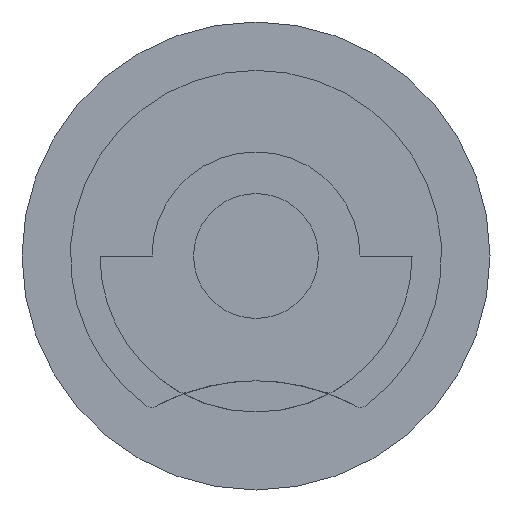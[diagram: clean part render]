
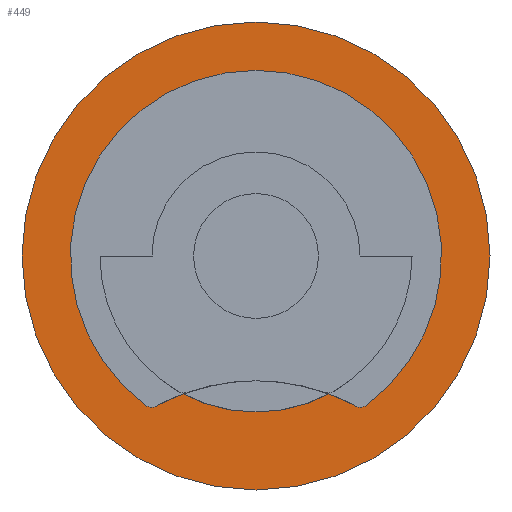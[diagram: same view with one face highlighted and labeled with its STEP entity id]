
A CAD part, left-side view. The second image highlights one B-rep face of the part: STEP entity #449.
In plain terms, the highlighted planar face has unit normal (-1, 0, 0).
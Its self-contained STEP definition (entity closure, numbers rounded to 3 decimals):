
#288 = AXIS2_PLACEMENT_3D ( 'NONE', #735, #734, #728 ) ;
#369 = CARTESIAN_POINT ( 'NONE',  ( -12.1, 0., 0. ) ) ;
#385 = FACE_OUTER_BOUND ( 'NONE', #2911, .T. ) ;
#390 = FACE_BOUND ( 'NONE', #2612, .T. ) ;
#447 = DIRECTION ( 'NONE',  ( 0., 0., -1. ) ) ;
#449 = ADVANCED_FACE ( 'NONE', ( #390, #385 ), #1314, .T. ) ;
#482 = DIRECTION ( 'NONE',  ( 1., 0., 0. ) ) ;
#631 = VERTEX_POINT ( 'NONE', #3097 ) ;
#728 = DIRECTION ( 'NONE',  ( 0., 0., 1. ) ) ;
#734 = DIRECTION ( 'NONE',  ( -1., 0., 0. ) ) ;
#735 = CARTESIAN_POINT ( 'NONE',  ( -12.1, 2.25, 0. ) ) ;
#863 = AXIS2_PLACEMENT_3D ( 'NONE', #3144, #3137, #3130 ) ;
#889 = ORIENTED_EDGE ( 'NONE', *, *, #1525, .T. ) ;
#930 = VERTEX_POINT ( 'NONE', #2967 ) ;
#963 = CIRCLE ( 'NONE', #863, 2.25 ) ;
#968 = VERTEX_POINT ( 'NONE', #2609 ) ;
#1117 = ORIENTED_EDGE ( 'NONE', *, *, #2657, .F. ) ;
#1160 = VERTEX_POINT ( 'NONE', #2290 ) ;
#1179 = CIRCLE ( 'NONE', #1540, 2.25 ) ;
#1314 = PLANE ( 'NONE',  #288 ) ;
#1525 = EDGE_CURVE ( 'NONE', #1160, #631, #2303, .T. ) ;
#1540 = AXIS2_PLACEMENT_3D ( 'NONE', #2015, #2413, #2525 ) ;
#1587 = AXIS2_PLACEMENT_3D ( 'NONE', #369, #482, #447 ) ;
#1795 = DIRECTION ( 'NONE',  ( 0., 0., -1. ) ) ;
#1798 = DIRECTION ( 'NONE',  ( 1., 0., 0. ) ) ;
#1808 = CARTESIAN_POINT ( 'NONE',  ( -12.1, 0., 0. ) ) ;
#2015 = CARTESIAN_POINT ( 'NONE',  ( -12.1, 0., 0. ) ) ;
#2185 = AXIS2_PLACEMENT_3D ( 'NONE', #1808, #1798, #1795 ) ;
#2256 = CIRCLE ( 'NONE', #1587, 1.5 ) ;
#2290 = CARTESIAN_POINT ( 'NONE',  ( -12.1, 0., -1.5 ) ) ;
#2303 = CIRCLE ( 'NONE', #2185, 1.5 ) ;
#2413 = DIRECTION ( 'NONE',  ( 1., 0., 0. ) ) ;
#2525 = DIRECTION ( 'NONE',  ( 0., 0., -1. ) ) ;
#2569 = EDGE_CURVE ( 'NONE', #631, #1160, #2256, .T. ) ;
#2609 = CARTESIAN_POINT ( 'NONE',  ( -12.1, 0., 2.25 ) ) ;
#2612 = EDGE_LOOP ( 'NONE', ( #889, #3007 ) ) ;
#2657 = EDGE_CURVE ( 'NONE', #968, #930, #1179, .T. ) ;
#2911 = EDGE_LOOP ( 'NONE', ( #3068, #1117 ) ) ;
#2967 = CARTESIAN_POINT ( 'NONE',  ( -12.1, 0., -2.25 ) ) ;
#3007 = ORIENTED_EDGE ( 'NONE', *, *, #2569, .T. ) ;
#3068 = ORIENTED_EDGE ( 'NONE', *, *, #3648, .F. ) ;
#3097 = CARTESIAN_POINT ( 'NONE',  ( -12.1, 0., 1.5 ) ) ;
#3130 = DIRECTION ( 'NONE',  ( 0., 0., -1. ) ) ;
#3137 = DIRECTION ( 'NONE',  ( 1., 0., 0. ) ) ;
#3144 = CARTESIAN_POINT ( 'NONE',  ( -12.1, 0., 0. ) ) ;
#3648 = EDGE_CURVE ( 'NONE', #930, #968, #963, .T. ) ;
